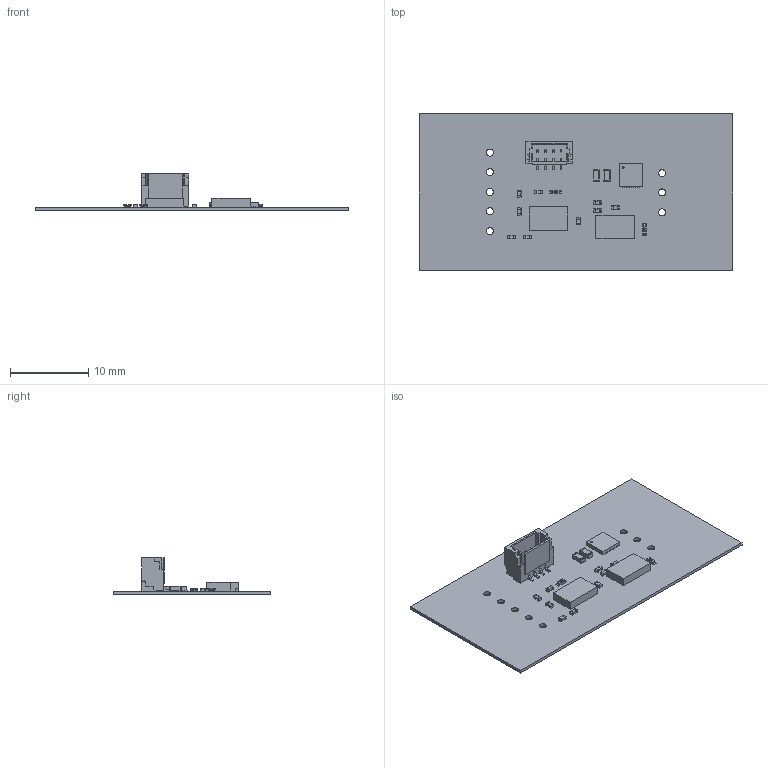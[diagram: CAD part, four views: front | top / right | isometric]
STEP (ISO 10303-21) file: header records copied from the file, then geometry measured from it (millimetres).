
FILE_DESCRIPTION(('Open CASCADE Model'),'2;1');
FILE_NAME('Open CASCADE Shape Model','2025-03-10T15:18:56',('Author'),( 'Open CASCADE'),'Open CASCADE STEP processor 6.8','Open CASCADE 6.8' ,'Unknown');
FILE_SCHEMA(('AUTOMOTIVE_DESIGN { 1 0 10303 214 1 1 1 1 }'));
Length unit declared in the file: millimetre
Products named in the file (29): PCB; Board; Open CASCADE STEP translator 6.8 1.1.1; PROG; BM4B-SRSS-TB; R9; Rezystor_0402; C4; Resistor_0402; R8; R7; R6; R5; R4; R3; R2; R1; IC3; 6493591968; Extruded; IC2; IC1; STM32C011F4U6TR; C3; C2; C0603_060; C1
Assembly tree (41 placements, depth 4):
  PCB
    Board
      Open CASCADE STEP translator 6.8 1.1.1
    PROG
      BM4B-SRSS-TB
    R9
      Rezystor_0402
    C4
      Resistor_0402
    R8
      Rezystor_0402
    R7
      Rezystor_0402
    R6
      Rezystor_0402
    R5
      Rezystor_0402
    R4
      Rezystor_0402
    R3
      Rezystor_0402
    R2
      Rezystor_0402
    R1
      Rezystor_0402
    IC3
      6493591968
        Extruded
    IC2
      6493591968
        Extruded
    IC1
      STM32C011F4U6TR
    C3
      Resistor_0402
    C2
      C0603_060
      C0603_060
      C0603_060
    C1
      C0603_060
      C0603_060
      C0603_060
Bounding box: 40 x 20 x 4.66 mm (x, y, z)
Volume: 407.3 mm3; surface area: 2015.4 mm2
Topology: 44 solids, 44 shells, 1200 faces, 3242 edges, 2117 vertices
Faces by surface type: plane 832, cylinder 176, bspline 176, sphere 16
Full cylindrical faces by diameter (mm): 0.239 x1, 0.9 x8
Entity records: 26664 total; most frequent: CARTESIAN_POINT 5876, ORIENTED_EDGE 3668, DIRECTION 3094, EDGE_CURVE 1834, LINE 1428, VECTOR 1428, VERTEX_POINT 1205, AXIS2_PLACEMENT_3D 833
